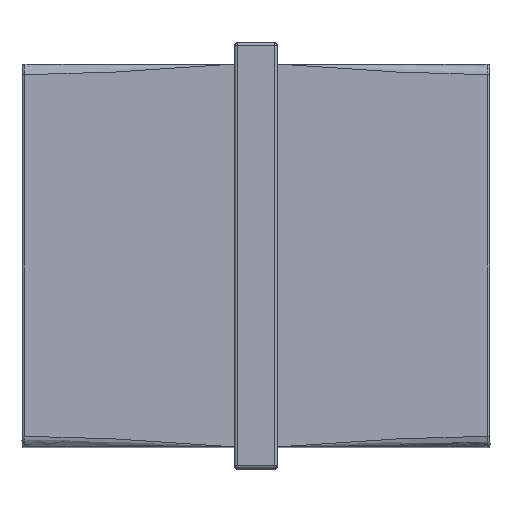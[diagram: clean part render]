
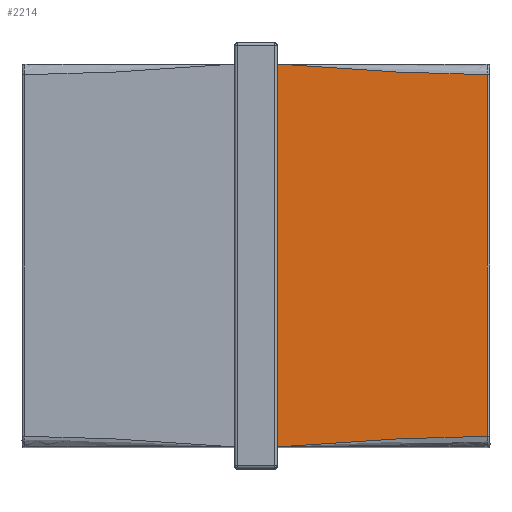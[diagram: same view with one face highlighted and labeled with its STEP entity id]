
A CAD part, top view. The second image highlights one B-rep face of the part: STEP entity #2214.
In plain terms, the highlighted planar face has unit normal (0, 0, 1).
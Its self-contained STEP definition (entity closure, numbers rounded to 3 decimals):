
#23 = CARTESIAN_POINT ( 'NONE',  ( 2., -18., 28. ) ) ;
#79 = VERTEX_POINT ( 'NONE', #335 ) ;
#174 = LINE ( 'NONE', #2320, #1621 ) ;
#199 = CARTESIAN_POINT ( 'NONE',  ( 2., -18., 28. ) ) ;
#283 = FACE_OUTER_BOUND ( 'NONE', #477, .T. ) ;
#335 = CARTESIAN_POINT ( 'NONE',  ( 21.75, 17., 28. ) ) ;
#444 = B_SPLINE_CURVE_WITH_KNOTS ( 'NONE', 3,
 ( #1817, #1059, #1580, #1804 ),
 .UNSPECIFIED., .F., .F.,
 ( 4, 4 ),
 ( 0., 0.02 ),
 .UNSPECIFIED. ) ;
#477 = EDGE_LOOP ( 'NONE', ( #1918, #839, #1463, #2270 ) ) ;
#582 = EDGE_CURVE ( 'NONE', #1765, #79, #1693, .T. ) ;
#808 = VECTOR ( 'NONE', #848, 1000. ) ;
#839 = ORIENTED_EDGE ( 'NONE', *, *, #582, .T. ) ;
#848 = DIRECTION ( 'NONE',  ( 0., 1., 0. ) ) ;
#933 = CARTESIAN_POINT ( 'NONE',  ( 21.75, -17., 28. ) ) ;
#956 = CARTESIAN_POINT ( 'NONE',  ( 15.167, -17.012, 28. ) ) ;
#973 = EDGE_CURVE ( 'NONE', #2318, #1698, #174, .T. ) ;
#976 = CARTESIAN_POINT ( 'NONE',  ( 22., 18., 28. ) ) ;
#1059 = CARTESIAN_POINT ( 'NONE',  ( 15.167, 17.013, 28. ) ) ;
#1144 = DIRECTION ( 'NONE',  ( 0., 1., 0. ) ) ;
#1309 = CARTESIAN_POINT ( 'NONE',  ( 21.75, -17., 28. ) ) ;
#1401 = DIRECTION ( 'NONE',  ( 0., -1., 0. ) ) ;
#1423 = CARTESIAN_POINT ( 'NONE',  ( 2., 18., 28. ) ) ;
#1463 = ORIENTED_EDGE ( 'NONE', *, *, #2334, .T. ) ;
#1580 = CARTESIAN_POINT ( 'NONE',  ( 8.583, 17.506, 28. ) ) ;
#1621 = VECTOR ( 'NONE', #1401, 1000. ) ;
#1689 = EDGE_CURVE ( 'NONE', #1698, #1765, #2162, .T. ) ;
#1693 = LINE ( 'NONE', #2093, #808 ) ;
#1698 = VERTEX_POINT ( 'NONE', #199 ) ;
#1765 = VERTEX_POINT ( 'NONE', #1309 ) ;
#1804 = CARTESIAN_POINT ( 'NONE',  ( 2., 18., 28. ) ) ;
#1817 = CARTESIAN_POINT ( 'NONE',  ( 21.75, 17., 28. ) ) ;
#1886 = PLANE ( 'NONE',  #2354 ) ;
#1918 = ORIENTED_EDGE ( 'NONE', *, *, #1689, .T. ) ;
#2093 = CARTESIAN_POINT ( 'NONE',  ( 21.75, 17., 28. ) ) ;
#2162 = B_SPLINE_CURVE_WITH_KNOTS ( 'NONE', 3,
 ( #23, #2242, #956, #933 ),
 .UNSPECIFIED., .F., .F.,
 ( 4, 4 ),
 ( -0.04, -0.02 ),
 .UNSPECIFIED. ) ;
#2214 = ADVANCED_FACE ( 'NONE', ( #283 ), #1886, .F. ) ;
#2242 = CARTESIAN_POINT ( 'NONE',  ( 8.583, -17.506, 28. ) ) ;
#2270 = ORIENTED_EDGE ( 'NONE', *, *, #973, .T. ) ;
#2295 = DIRECTION ( 'NONE',  ( 0., 0., -1. ) ) ;
#2318 = VERTEX_POINT ( 'NONE', #1423 ) ;
#2320 = CARTESIAN_POINT ( 'NONE',  ( 2., 18., 28. ) ) ;
#2334 = EDGE_CURVE ( 'NONE', #79, #2318, #444, .T. ) ;
#2354 = AXIS2_PLACEMENT_3D ( 'NONE', #976, #2295, #1144 ) ;
